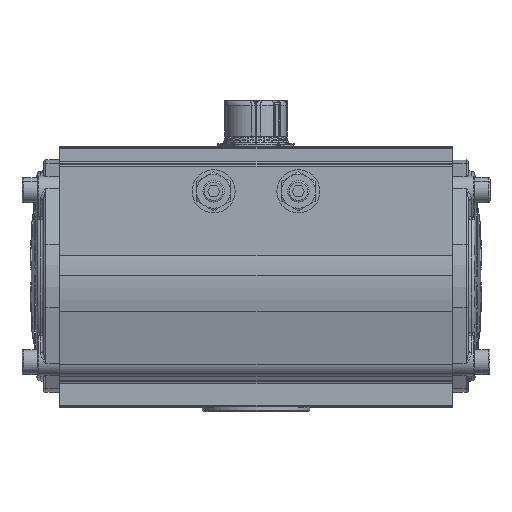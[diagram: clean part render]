
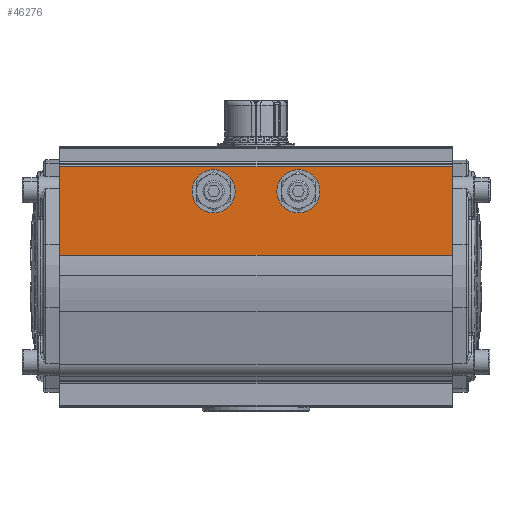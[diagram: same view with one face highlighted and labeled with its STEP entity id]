
A CAD part, top view. The second image highlights one B-rep face of the part: STEP entity #46276.
In plain terms, the highlighted face is planar.
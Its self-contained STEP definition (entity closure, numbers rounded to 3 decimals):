
#10200 = CIRCLE ( 'NONE', #10324, 12.5 ) ;
#10204 = AXIS2_PLACEMENT_3D ( 'NONE', #10209, #10322, #10321 ) ;
#10209 = CARTESIAN_POINT ( 'NONE',  ( -51.876, -27.823, 42.5 ) ) ;
#10214 = CIRCLE ( 'NONE', #10204, 12.5 ) ;
#10275 = LINE ( 'NONE', #10394, #10392 ) ;
#10299 = DIRECTION ( 'NONE',  ( 0., 0., -1. ) ) ;
#10301 = DIRECTION ( 'NONE',  ( 1., 0., 0. ) ) ;
#10313 = CARTESIAN_POINT ( 'NONE',  ( -51.876, -27.823, 42.5 ) ) ;
#10321 = DIRECTION ( 'NONE',  ( 0., 0., -1. ) ) ;
#10322 = DIRECTION ( 'NONE',  ( 1., 0., 0. ) ) ;
#10324 = AXIS2_PLACEMENT_3D ( 'NONE', #10313, #10301, #10299 ) ;
#10335 = CARTESIAN_POINT ( 'NONE',  ( -51.876, 127.177, 58.5 ) ) ;
#10366 = CARTESIAN_POINT ( 'NONE',  ( -51.876, -127.823, 58.5 ) ) ;
#10390 = DIRECTION ( 'NONE',  ( 0., 1., 0. ) ) ;
#10392 = VECTOR ( 'NONE', #10390, 1000. ) ;
#10394 = CARTESIAN_POINT ( 'NONE',  ( -51.876, -0.323, 58.5 ) ) ;
#10451 = DIRECTION ( 'NONE',  ( 0., 0., -1. ) ) ;
#10452 = DIRECTION ( 'NONE',  ( 1., 0., 0. ) ) ;
#10454 = AXIS2_PLACEMENT_3D ( 'NONE', #10481, #10452, #10451 ) ;
#10455 = CIRCLE ( 'NONE', #10454, 12.5 ) ;
#10458 = CARTESIAN_POINT ( 'NONE',  ( -51.876, 14.677, 42.5 ) ) ;
#10481 = CARTESIAN_POINT ( 'NONE',  ( -51.876, 27.177, 42.5 ) ) ;
#10694 = CARTESIAN_POINT ( 'NONE',  ( -51.876, -40.323, 42.5 ) ) ;
#10849 = CARTESIAN_POINT ( 'NONE',  ( -51.876, 27.177, 42.5 ) ) ;
#10857 = CIRCLE ( 'NONE', #10900, 12.5 ) ;
#10875 = DIRECTION ( 'NONE',  ( 1., 0., 0. ) ) ;
#10900 = AXIS2_PLACEMENT_3D ( 'NONE', #10849, #10875, #10979 ) ;
#10979 = DIRECTION ( 'NONE',  ( 0., 0., -1. ) ) ;
#36182 = CARTESIAN_POINT ( 'NONE',  ( -51.876, 27.177, 30. ) ) ;
#36251 = CARTESIAN_POINT ( 'NONE',  ( -51.876, 39.677, 42.5 ) ) ;
#36322 = CARTESIAN_POINT ( 'NONE',  ( -51.876, -15.323, 42.5 ) ) ;
#36471 = CARTESIAN_POINT ( 'NONE',  ( -51.876, -27.823, 30. ) ) ;
#36473 = AXIS2_PLACEMENT_3D ( 'NONE', #36562, #36560, #36559 ) ;
#36487 = DIRECTION ( 'NONE',  ( 0., 0., -1. ) ) ;
#36489 = DIRECTION ( 'NONE',  ( 1., 0., 0. ) ) ;
#36490 = AXIS2_PLACEMENT_3D ( 'NONE', #36513, #36489, #36487 ) ;
#36506 = CIRCLE ( 'NONE', #36490, 12.5 ) ;
#36513 = CARTESIAN_POINT ( 'NONE',  ( -51.876, -27.823, 42.5 ) ) ;
#36559 = DIRECTION ( 'NONE',  ( 0., 0., -1. ) ) ;
#36560 = DIRECTION ( 'NONE',  ( 1., 0., 0. ) ) ;
#36562 = CARTESIAN_POINT ( 'NONE',  ( -51.876, 27.177, 42.5 ) ) ;
#36591 = CIRCLE ( 'NONE', #36473, 12.5 ) ;
#45230 = VERTEX_POINT ( 'NONE', #108274 ) ;
#45234 = EDGE_LOOP ( 'NONE', ( #46217, #46268, #46478 ) ) ;
#45892 = ORIENTED_EDGE ( 'NONE', *, *, #130480, .T. ) ;
#45907 = VERTEX_POINT ( 'NONE', #108601 ) ;
#46165 = EDGE_LOOP ( 'NONE', ( #46437, #46552, #45892 ) ) ;
#46217 = ORIENTED_EDGE ( 'NONE', *, *, #130600, .T. ) ;
#46268 = ORIENTED_EDGE ( 'NONE', *, *, #134474, .T. ) ;
#46276 = ADVANCED_FACE ( 'NONE', ( #108794, #108693, #108776 ), #108785, .T. ) ;
#46437 = ORIENTED_EDGE ( 'NONE', *, *, #130483, .T. ) ;
#46438 = ORIENTED_EDGE ( 'NONE', *, *, #46539, .F. ) ;
#46478 = ORIENTED_EDGE ( 'NONE', *, *, #130520, .T. ) ;
#46503 = EDGE_CURVE ( 'NONE', #130517, #45907, #109033, .T. ) ;
#46508 = ORIENTED_EDGE ( 'NONE', *, *, #130503, .T. ) ;
#46516 = ORIENTED_EDGE ( 'NONE', *, *, #46503, .T. ) ;
#46526 = EDGE_CURVE ( 'NONE', #45230, #130511, #109093, .T. ) ;
#46539 = EDGE_CURVE ( 'NONE', #45230, #45907, #109134, .T. ) ;
#46545 = ORIENTED_EDGE ( 'NONE', *, *, #46526, .T. ) ;
#46549 = EDGE_LOOP ( 'NONE', ( #46438, #46545, #46508, #46516 ) ) ;
#46552 = ORIENTED_EDGE ( 'NONE', *, *, #134457, .T. ) ;
#108274 = CARTESIAN_POINT ( 'NONE',  ( -51.876, -127.823, 0.991 ) ) ;
#108601 = CARTESIAN_POINT ( 'NONE',  ( -51.876, 127.177, 0.991 ) ) ;
#108693 = FACE_BOUND ( 'NONE', #46165, .T. ) ;
#108767 = DIRECTION ( 'NONE',  ( 0., 0., 1. ) ) ;
#108768 = DIRECTION ( 'NONE',  ( -1., 0., 0. ) ) ;
#108776 = FACE_OUTER_BOUND ( 'NONE', #46549, .T. ) ;
#108777 = CARTESIAN_POINT ( 'NONE',  ( -51.876, -0.323, 60.5 ) ) ;
#108780 = AXIS2_PLACEMENT_3D ( 'NONE', #108777, #108768, #108767 ) ;
#108785 = PLANE ( 'NONE',  #108780 ) ;
#108794 = FACE_BOUND ( 'NONE', #45234, .T. ) ;
#109014 = DIRECTION ( 'NONE',  ( 0., 0., -1. ) ) ;
#109016 = VECTOR ( 'NONE', #109014, 1000. ) ;
#109018 = CARTESIAN_POINT ( 'NONE',  ( -51.876, 127.177, 44.725 ) ) ;
#109033 = LINE ( 'NONE', #109018, #109016 ) ;
#109056 = DIRECTION ( 'NONE',  ( 0., 0., 1. ) ) ;
#109058 = VECTOR ( 'NONE', #109056, 1000. ) ;
#109059 = CARTESIAN_POINT ( 'NONE',  ( -51.876, -127.823, -5.308 ) ) ;
#109093 = LINE ( 'NONE', #109059, #109058 ) ;
#109117 = DIRECTION ( 'NONE',  ( 0., 1., 0. ) ) ;
#109118 = VECTOR ( 'NONE', #109117, 1000. ) ;
#109134 = LINE ( 'NONE', #109141, #109118 ) ;
#109141 = CARTESIAN_POINT ( 'NONE',  ( -51.876, -0.323, 0.991 ) ) ;
#130480 = EDGE_CURVE ( 'NONE', #134405, #130554, #10214, .T. ) ;
#130483 = EDGE_CURVE ( 'NONE', #130554, #134465, #10200, .T. ) ;
#130503 = EDGE_CURVE ( 'NONE', #130511, #130517, #10275, .T. ) ;
#130511 = VERTEX_POINT ( 'NONE', #10366 ) ;
#130517 = VERTEX_POINT ( 'NONE', #10335 ) ;
#130520 = EDGE_CURVE ( 'NONE', #134393, #130521, #10455, .T. ) ;
#130521 = VERTEX_POINT ( 'NONE', #10458 ) ;
#130554 = VERTEX_POINT ( 'NONE', #10694 ) ;
#130600 = EDGE_CURVE ( 'NONE', #130521, #134394, #10857, .T. ) ;
#134393 = VERTEX_POINT ( 'NONE', #36251 ) ;
#134394 = VERTEX_POINT ( 'NONE', #36182 ) ;
#134405 = VERTEX_POINT ( 'NONE', #36322 ) ;
#134457 = EDGE_CURVE ( 'NONE', #134465, #134405, #36506, .T. ) ;
#134465 = VERTEX_POINT ( 'NONE', #36471 ) ;
#134474 = EDGE_CURVE ( 'NONE', #134394, #134393, #36591, .T. ) ;
